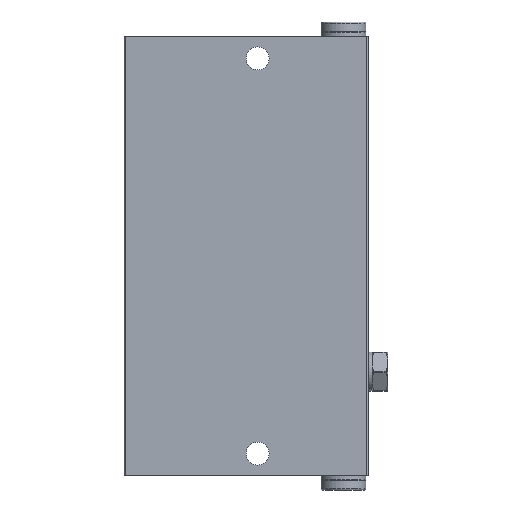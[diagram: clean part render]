
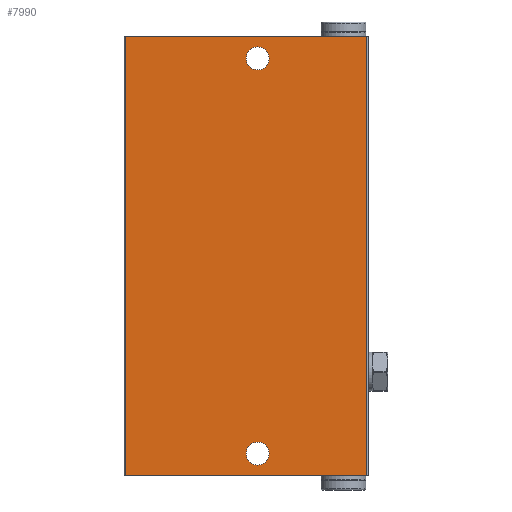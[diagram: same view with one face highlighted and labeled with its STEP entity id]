
A CAD part, front view. The second image highlights one B-rep face of the part: STEP entity #7990.
In plain terms, the highlighted planar face has unit normal (0, -1, 0).
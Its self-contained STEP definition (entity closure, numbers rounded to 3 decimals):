
#53=PLANE('',#8997);
#327=LINE('',#13506,#870);
#328=LINE('',#13512,#871);
#329=LINE('',#13514,#872);
#330=LINE('',#13516,#873);
#870=VECTOR('',#9990,1000.);
#871=VECTOR('',#9997,1000.);
#872=VECTOR('',#9998,1000.);
#873=VECTOR('',#9999,1000.);
#1596=CIRCLE('',#8998,2.05);
#1597=CIRCLE('',#8999,2.05);
#2102=ORIENTED_EDGE('',*,*,#4192,.F.);
#2103=ORIENTED_EDGE('',*,*,#4193,.F.);
#2104=ORIENTED_EDGE('',*,*,#4194,.F.);
#2105=ORIENTED_EDGE('',*,*,#4191,.F.);
#2106=ORIENTED_EDGE('',*,*,#4195,.T.);
#2107=ORIENTED_EDGE('',*,*,#4196,.T.);
#4191=EDGE_CURVE('',#5241,#5240,#327,.T.);
#4192=EDGE_CURVE('',#5242,#5242,#1596,.T.);
#4193=EDGE_CURVE('',#5243,#5243,#1597,.T.);
#4194=EDGE_CURVE('',#5240,#5244,#328,.T.);
#4195=EDGE_CURVE('',#5241,#5245,#329,.T.);
#4196=EDGE_CURVE('',#5245,#5244,#330,.T.);
#5240=VERTEX_POINT('',#13503);
#5241=VERTEX_POINT('',#13505);
#5242=VERTEX_POINT('',#13509);
#5243=VERTEX_POINT('',#13511);
#5244=VERTEX_POINT('',#13513);
#5245=VERTEX_POINT('',#13515);
#6143=EDGE_LOOP('',(#2102));
#6144=EDGE_LOOP('',(#2103));
#6145=EDGE_LOOP('',(#2104,#2105,#2106,#2107));
#7010=FACE_BOUND('',#6143,.T.);
#7011=FACE_BOUND('',#6144,.T.);
#7012=FACE_BOUND('',#6145,.T.);
#7990=ADVANCED_FACE('',(#7010,#7011,#7012),#53,.T.);
#8997=AXIS2_PLACEMENT_3D('',#13507,#9991,#9992);
#8998=AXIS2_PLACEMENT_3D('',#13508,#9993,#9994);
#8999=AXIS2_PLACEMENT_3D('',#13510,#9995,#9996);
#9990=DIRECTION('',(0.,0.,1.));
#9991=DIRECTION('',(0.,-1.,0.));
#9992=DIRECTION('',(0.,0.,-1.));
#9993=DIRECTION('',(0.,-1.,0.));
#9994=DIRECTION('',(0.,0.,-1.));
#9995=DIRECTION('',(0.,-1.,0.));
#9996=DIRECTION('',(0.,0.,-1.));
#9997=DIRECTION('',(1.,0.,0.));
#9998=DIRECTION('',(1.,0.,0.));
#9999=DIRECTION('',(0.,0.,1.));
#13503=CARTESIAN_POINT('',(-24.65,0.,0.));
#13505=CARTESIAN_POINT('',(-24.65,0.,-78.5));
#13506=CARTESIAN_POINT('',(-24.65,0.,-78.5));
#13507=CARTESIAN_POINT('',(-24.65,0.,-78.5));
#13508=CARTESIAN_POINT('',(-5.15,0.,-74.5));
#13509=CARTESIAN_POINT('',(-5.15,0.,-76.55));
#13510=CARTESIAN_POINT('',(-5.15,0.,-4.));
#13511=CARTESIAN_POINT('',(-5.15,0.,-6.05));
#13512=CARTESIAN_POINT('',(-24.65,0.,0.));
#13513=CARTESIAN_POINT('',(18.45,0.,0.));
#13514=CARTESIAN_POINT('',(-24.65,0.,-78.5));
#13515=CARTESIAN_POINT('',(18.45,0.,-78.5));
#13516=CARTESIAN_POINT('',(18.45,0.,-78.5));
